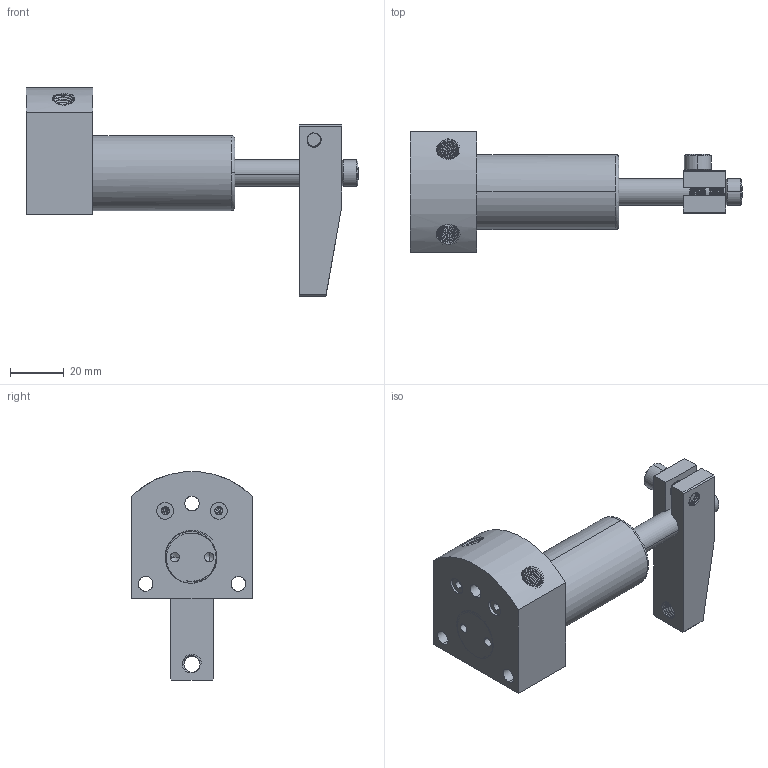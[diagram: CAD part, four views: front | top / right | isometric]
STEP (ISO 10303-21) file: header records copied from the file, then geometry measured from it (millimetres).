
FILE_DESCRIPTION (( 'STEP AP203' ), '1' );
FILE_NAME ('030-22_asm.STEP', '2018-07-03T06:04:08', ( '' ), ( '' ), 'SwSTEP 2.0', 'SolidWorks 2015', '' );
FILE_SCHEMA (( 'CONFIG_CONTROL_DESIGN' ));
Length unit declared in the file: millimetre
Products named in the file (6): 030-22BT; M6LC; 030-22YB; 030-22HSG; 030-22HG; 030-22_asm
Assembly tree (6 placements, depth 2):
  030-22_asm
    030-22BT
    030-22HSG
    030-22YB
    M6LC  x2
    030-22HG
Bounding box: 124 x 45 x 77.88 mm (x, y, z)
Volume: 90757 mm3; surface area: 32285.7 mm2
Topology: 6 solids, 6 shells, 504 faces, 1450 edges, 970 vertices
Faces by surface type: cylinder 297, bspline 96, plane 85, cone 26
Entity records: 56643 total; most frequent: CARTESIAN_POINT 46250, ORIENTED_EDGE 2484, DIRECTION 1354, EDGE_CURVE 1242, VERTEX_POINT 843, B_SPLINE_CURVE_WITH_KNOTS 674, AXIS2_PLACEMENT_3D 494, EDGE_LOOP 471
